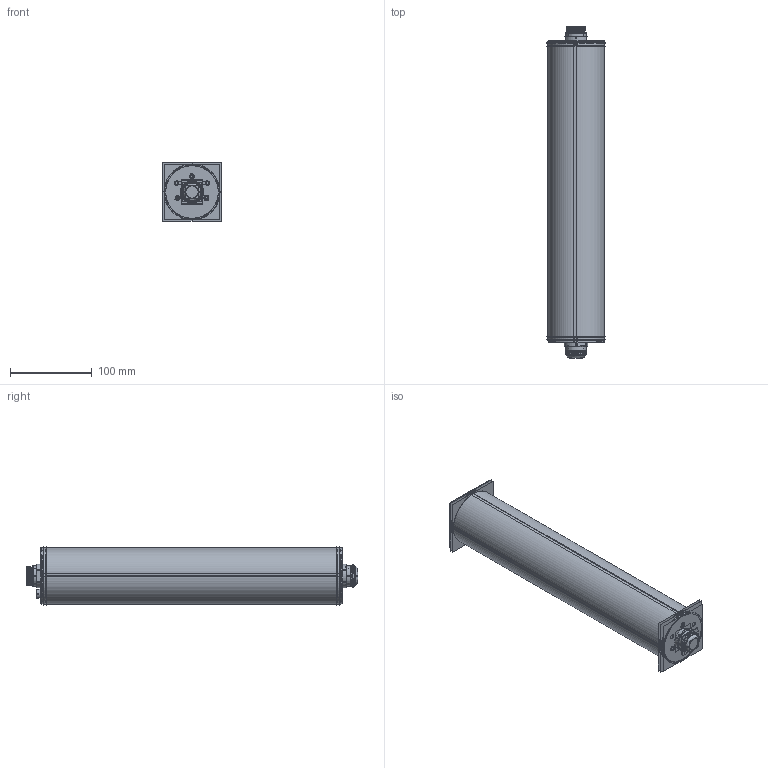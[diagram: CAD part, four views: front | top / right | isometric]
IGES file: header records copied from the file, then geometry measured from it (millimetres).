
Start section:  PTC IGES file: 216280.igs
Global section: file name: 216280.igs; native system: Creo Parametric by PTC Inc.; preprocessor: 2019292; author: PDMAdmin; organization: Unknown; date: 20211028.105414; units: millimetre
Bounding box: 71.29 x 405.9 x 71.25 mm (x, y, z)
Volume: 124356.1 mm3; surface area: 1011271 mm2
Topology: 43 solids, 55 shells, 2284 faces, 12023 edges, 15987 vertices
Faces by surface type: revolution 1396, bspline 888
